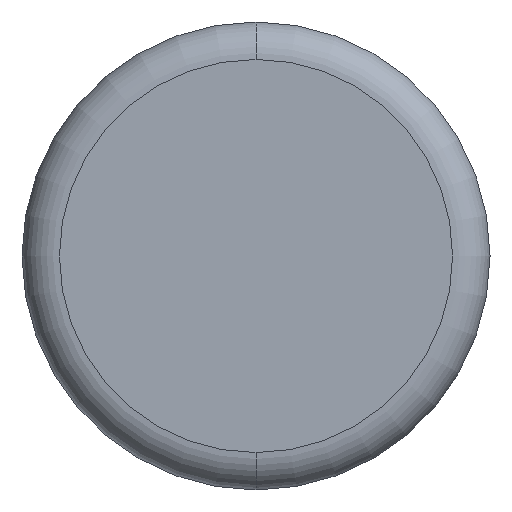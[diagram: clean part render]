
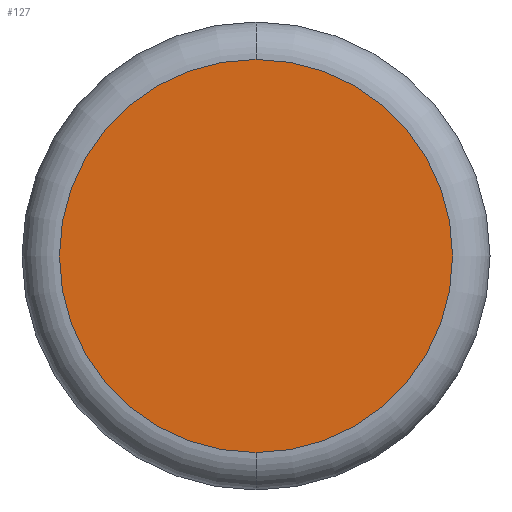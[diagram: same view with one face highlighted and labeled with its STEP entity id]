
A CAD part, front view. The second image highlights one B-rep face of the part: STEP entity #127.
In plain terms, the highlighted planar face has unit normal (0, -1, 0).
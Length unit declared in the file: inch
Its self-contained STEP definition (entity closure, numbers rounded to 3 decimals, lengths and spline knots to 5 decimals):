
#4 = DIRECTION ( 'NONE',  ( 0., 0., -1. ) ) ;
#40 = ORIENTED_EDGE ( 'NONE', *, *, #469, .T. ) ;
#43 = DIRECTION ( 'NONE',  ( 0., 0., -1. ) ) ;
#65 = EDGE_LOOP ( 'NONE', ( #40, #307 ) ) ;
#94 = AXIS2_PLACEMENT_3D ( 'NONE', #361, #516, #521 ) ;
#107 = CARTESIAN_POINT ( 'NONE',  ( 0., 0., 0.315 ) ) ;
#127 = ADVANCED_FACE ( 'NONE', ( #507 ), #144, .T. ) ;
#134 = EDGE_CURVE ( 'NONE', #259, #347, #190, .T. ) ;
#144 = PLANE ( 'NONE',  #338 ) ;
#190 = CIRCLE ( 'NONE', #94, 0.315 ) ;
#228 = DIRECTION ( 'NONE',  ( 0., -1., 0. ) ) ;
#236 = CIRCLE ( 'NONE', #455, 0.315 ) ;
#259 = VERTEX_POINT ( 'NONE', #107 ) ;
#300 = DIRECTION ( 'NONE',  ( 0., -1., 0. ) ) ;
#307 = ORIENTED_EDGE ( 'NONE', *, *, #134, .T. ) ;
#338 = AXIS2_PLACEMENT_3D ( 'NONE', #479, #228, #4 ) ;
#347 = VERTEX_POINT ( 'NONE', #452 ) ;
#361 = CARTESIAN_POINT ( 'NONE',  ( 0., 0., 0. ) ) ;
#450 = CARTESIAN_POINT ( 'NONE',  ( 0., 0., 0. ) ) ;
#452 = CARTESIAN_POINT ( 'NONE',  ( 0., 0., -0.315 ) ) ;
#455 = AXIS2_PLACEMENT_3D ( 'NONE', #450, #300, #43 ) ;
#469 = EDGE_CURVE ( 'NONE', #347, #259, #236, .T. ) ;
#479 = CARTESIAN_POINT ( 'NONE',  ( 0., 0., 0. ) ) ;
#507 = FACE_OUTER_BOUND ( 'NONE', #65, .T. ) ;
#516 = DIRECTION ( 'NONE',  ( 0., -1., 0. ) ) ;
#521 = DIRECTION ( 'NONE',  ( 0., 0., -1. ) ) ;
